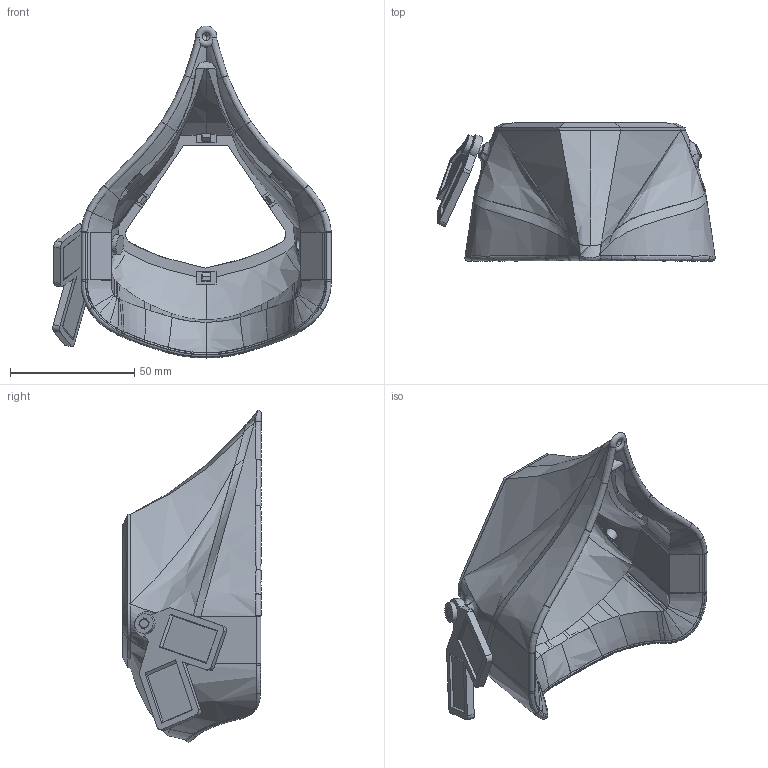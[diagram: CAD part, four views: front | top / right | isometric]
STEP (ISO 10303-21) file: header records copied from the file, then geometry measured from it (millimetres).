
FILE_DESCRIPTION(/* description */ (''),/* implementation_level */ '2;1');
FILE_NAME(/* name */ '3D Printed COVID MASK.step',/* time_stamp */ '2020-04-12T23:04:39-07:00',/* author */ (''),/* organization */ (''),/* preprocessor_version */ 'ST-DEVELOPER v18',/* originating_system */ 'Autodesk Translation Framework v8.12.0.6',/* authorisation */ '');
FILE_SCHEMA (('AUTOMOTIVE_DESIGN { 1 0 10303 214 3 1 1 }'));
Products named in the file (9): Version 3 large; TPU mouth and nose; top part; retainer ring; filter clamp; Component9; strap retainer (1); retainer pin (6); retainer pin cap
Assembly tree (8 placements, depth 2):
  Version 3 large
    TPU mouth and nose
    top part
    retainer ring
    filter clamp
    Component9
    strap retainer (1)
    retainer pin (6)
    retainer pin cap
Bounding box: 112.31 x 55.69 x 133.86 mm (x, y, z)
Volume: 60034.2 mm3; surface area: 59367.8 mm2
Topology: 7 solids, 8 shells, 819 faces, 2240 edges, 1427 vertices
Faces by surface type: bspline 511, plane 269, cylinder 29, torus 6, sphere 4
Full cylindrical faces by diameter (mm): 2.5 x1, 2.9 x1, 3.6 x2, 4.4 x2, 4.8 x1, 5.2 x2, 8 x2
Entity records: 111114 total; most frequent: CARTESIAN_POINT 94273, ORIENTED_EDGE 4460, EDGE_CURVE 2230, DIRECTION 1714, VERTEX_POINT 1423, B_SPLINE_CURVE_WITH_KNOTS 1207, EDGE_LOOP 877, FACE_OUTER_BOUND 815
